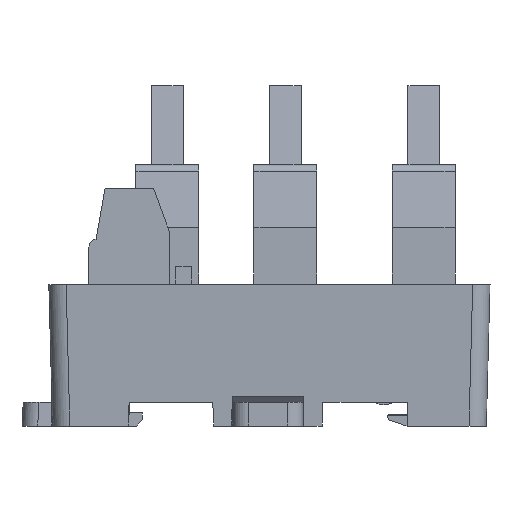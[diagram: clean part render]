
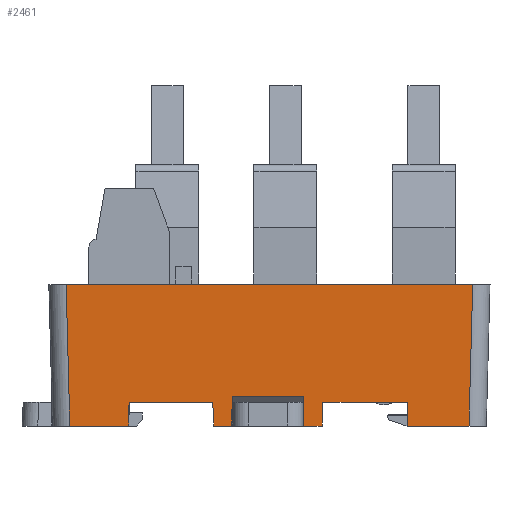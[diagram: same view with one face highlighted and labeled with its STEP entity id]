
A CAD part, left-side view. The second image highlights one B-rep face of the part: STEP entity #2461.
In plain terms, the highlighted planar face has unit normal (-1, 0, -0.026).
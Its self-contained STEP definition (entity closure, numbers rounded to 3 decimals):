
#1267=FACE_OUTER_BOUND('',#10767,.T.);
#2461=ADVANCED_FACE('',(#1267),#3624,.T.);
#3624=PLANE('',#23493);
#4826=LINE('',#30574,#7698);
#4838=LINE('',#30602,#7710);
#4989=LINE('',#30921,#7861);
#5002=LINE('',#30948,#7874);
#5004=LINE('',#30957,#7876);
#5020=LINE('',#30990,#7892);
#5150=LINE('',#31268,#8022);
#5153=LINE('',#31276,#8025);
#5185=LINE('',#31339,#8057);
#5189=LINE('',#31347,#8061);
#5192=LINE('',#31352,#8064);
#5194=LINE('',#31355,#8066);
#5198=LINE('',#31362,#8070);
#5206=LINE('',#31381,#8078);
#5209=LINE('',#31386,#8081);
#5214=LINE('',#31398,#8086);
#7698=VECTOR('',#24791,1.);
#7710=VECTOR('',#24807,1.);
#7861=VECTOR('',#25060,1.);
#7874=VECTOR('',#25083,1.);
#7876=VECTOR('',#25091,1.);
#7892=VECTOR('',#25117,1.);
#8022=VECTOR('',#25379,1.);
#8025=VECTOR('',#25386,1.);
#8057=VECTOR('',#25442,1.);
#8061=VECTOR('',#25452,1.);
#8064=VECTOR('',#25457,1.);
#8066=VECTOR('',#25461,1.);
#8070=VECTOR('',#25471,1.);
#8078=VECTOR('',#25497,1.);
#8081=VECTOR('',#25504,1.);
#8086=VECTOR('',#25523,1.);
#10767=EDGE_LOOP('',(#12876,#12877,#12878,#12879,#12880,#12881,#12882,#12883,
#12884,#12885,#12886,#12887,#12888,#12889,#12890,#12891));
#12876=ORIENTED_EDGE('',*,*,#20690,.F.);
#12877=ORIENTED_EDGE('',*,*,#20649,.T.);
#12878=ORIENTED_EDGE('',*,*,#20694,.T.);
#12879=ORIENTED_EDGE('',*,*,#20300,.T.);
#12880=ORIENTED_EDGE('',*,*,#20704,.T.);
#12881=ORIENTED_EDGE('',*,*,#20493,.T.);
#12882=ORIENTED_EDGE('',*,*,#20707,.T.);
#12883=ORIENTED_EDGE('',*,*,#20473,.F.);
#12884=ORIENTED_EDGE('',*,*,#20712,.T.);
#12885=ORIENTED_EDGE('',*,*,#20489,.T.);
#12886=ORIENTED_EDGE('',*,*,#20510,.F.);
#12887=ORIENTED_EDGE('',*,*,#20314,.T.);
#12888=ORIENTED_EDGE('',*,*,#20681,.F.);
#12889=ORIENTED_EDGE('',*,*,#20645,.T.);
#12890=ORIENTED_EDGE('',*,*,#20685,.F.);
#12891=ORIENTED_EDGE('',*,*,#20688,.T.);
#18256=VERTEX_POINT('',#30573);
#18257=VERTEX_POINT('',#30575);
#18270=VERTEX_POINT('',#30601);
#18271=VERTEX_POINT('',#30603);
#18387=VERTEX_POINT('',#30920);
#18388=VERTEX_POINT('',#30922);
#18396=VERTEX_POINT('',#30947);
#18397=VERTEX_POINT('',#30949);
#18400=VERTEX_POINT('',#30956);
#18401=VERTEX_POINT('',#30958);
#18492=VERTEX_POINT('',#31262);
#18494=VERTEX_POINT('',#31267);
#18497=VERTEX_POINT('',#31275);
#18498=VERTEX_POINT('',#31277);
#18517=VERTEX_POINT('',#31346);
#18518=VERTEX_POINT('',#31351);
#20300=EDGE_CURVE('',#18257,#18256,#4826,.T.);
#20314=EDGE_CURVE('',#18271,#18270,#4838,.T.);
#20473=EDGE_CURVE('',#18387,#18388,#4989,.T.);
#20489=EDGE_CURVE('',#18397,#18396,#5002,.T.);
#20493=EDGE_CURVE('',#18401,#18400,#5004,.T.);
#20510=EDGE_CURVE('',#18271,#18396,#5020,.T.);
#20645=EDGE_CURVE('',#18492,#18494,#5150,.T.);
#20649=EDGE_CURVE('',#18498,#18497,#5153,.T.);
#20681=EDGE_CURVE('',#18492,#18270,#5185,.T.);
#20685=EDGE_CURVE('',#18517,#18494,#5189,.T.);
#20688=EDGE_CURVE('',#18517,#18518,#5192,.T.);
#20690=EDGE_CURVE('',#18498,#18518,#5194,.T.);
#20694=EDGE_CURVE('',#18497,#18257,#5198,.T.);
#20704=EDGE_CURVE('',#18256,#18401,#5206,.T.);
#20707=EDGE_CURVE('',#18400,#18388,#5209,.T.);
#20712=EDGE_CURVE('',#18387,#18397,#5214,.T.);
#23493=AXIS2_PLACEMENT_3D('',#31400,#25526,#25527);
#24791=DIRECTION('',(0.,-1.,0.));
#24807=DIRECTION('',(0.,-1.,0.));
#25060=DIRECTION('',(0.,-1.,0.));
#25083=DIRECTION('',(0.,-1.,0.));
#25091=DIRECTION('',(0.,-1.,0.));
#25117=DIRECTION('',(0.026,0.017,-1.));
#25379=DIRECTION('',(0.,-1.,0.));
#25386=DIRECTION('',(0.,-1.,0.));
#25442=DIRECTION('',(-0.026,0.035,0.999));
#25452=DIRECTION('',(0.026,0.009,-1.));
#25457=DIRECTION('',(0.,-1.,0.));
#25461=DIRECTION('',(-0.026,0.009,1.));
#25471=DIRECTION('',(-0.026,-0.035,0.999));
#25497=DIRECTION('',(0.026,-0.017,-1.));
#25504=DIRECTION('',(-0.026,-0.026,0.999));
#25523=DIRECTION('',(0.026,-0.026,-0.999));
#25526=DIRECTION('',(-1.,0.,-0.026));
#25527=DIRECTION('',(-0.026,0.,1.));
#30573=CARTESIAN_POINT('',(-59.057,162.449,175.));
#30574=CARTESIAN_POINT('',(-59.057,180.199,175.));
#30575=CARTESIAN_POINT('',(-59.057,173.199,175.));
#30601=CARTESIAN_POINT('',(-59.057,187.199,175.));
#30602=CARTESIAN_POINT('',(-59.057,180.199,175.));
#30603=CARTESIAN_POINT('',(-59.057,197.849,175.));
#30920=CARTESIAN_POINT('',(-59.45,205.85,190.));
#30921=CARTESIAN_POINT('',(-59.45,179.699,190.));
#30922=CARTESIAN_POINT('',(-59.45,154.148,190.));
#30947=CARTESIAN_POINT('',(-58.979,197.901,172.));
#30948=CARTESIAN_POINT('',(-58.979,180.199,172.));
#30949=CARTESIAN_POINT('',(-58.979,205.378,172.));
#30956=CARTESIAN_POINT('',(-58.979,154.62,172.));
#30957=CARTESIAN_POINT('',(-58.979,179.699,172.));
#30958=CARTESIAN_POINT('',(-58.979,162.397,172.));
#30990=CARTESIAN_POINT('',(-59.026,197.87,173.796));
#31262=CARTESIAN_POINT('',(-58.979,187.094,172.));
#31267=CARTESIAN_POINT('',(-58.979,184.775,172.));
#31268=CARTESIAN_POINT('',(-58.979,180.199,172.));
#31275=CARTESIAN_POINT('',(-58.979,173.304,172.));
#31276=CARTESIAN_POINT('',(-58.979,180.199,172.));
#31277=CARTESIAN_POINT('',(-58.979,175.623,172.));
#31339=CARTESIAN_POINT('',(-59.026,187.157,173.798));
#31346=CARTESIAN_POINT('',(-59.076,184.743,175.726));
#31347=CARTESIAN_POINT('',(-59.451,184.618,190.04));
#31351=CARTESIAN_POINT('',(-59.076,175.655,175.726));
#31352=CARTESIAN_POINT('',(-59.076,-29.246,175.726));
#31355=CARTESIAN_POINT('',(-59.451,175.78,190.032));
#31362=CARTESIAN_POINT('',(-59.444,172.684,189.753));
#31381=CARTESIAN_POINT('',(-59.458,162.716,190.294));
#31386=CARTESIAN_POINT('',(-59.433,154.166,189.34));
#31398=CARTESIAN_POINT('',(-59.433,205.833,189.34));
#31400=CARTESIAN_POINT('',(-59.45,179.699,189.997));
